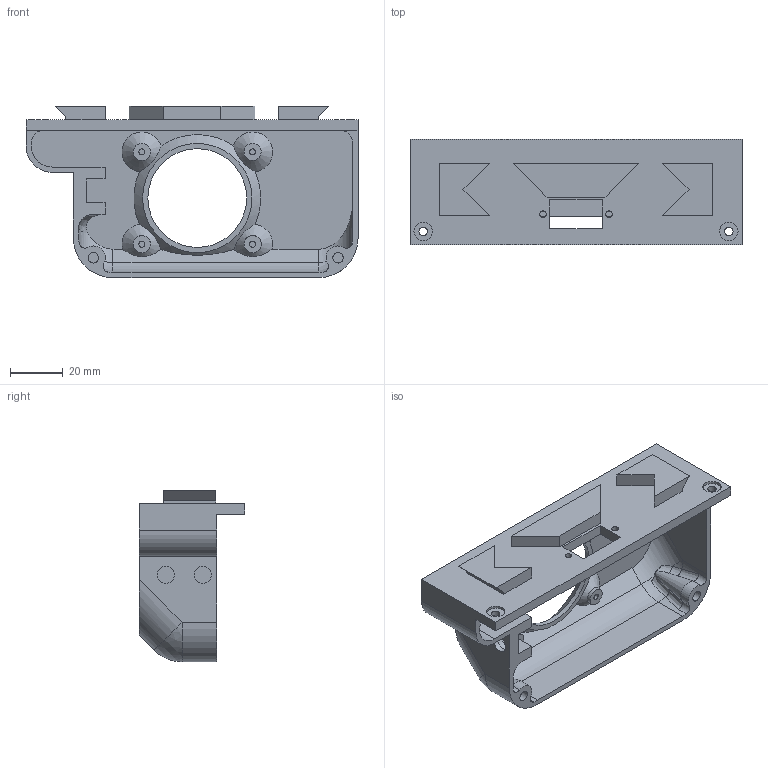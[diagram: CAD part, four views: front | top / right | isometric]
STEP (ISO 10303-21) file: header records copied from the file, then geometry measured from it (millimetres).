
FILE_DESCRIPTION(/* description */ ('STEP AP242','CAx-IF Rec.Pracs.---Representation and Presentation of Product Manufacturing Information (PMI)---4.0---2014-10-13','CAx-IF Rec.Pracs.---3D Tessellated Geometry---0.4---2014-09-14','2;1'),/* implementation_level */ '2;1');
FILE_NAME(/* name */ '6336e101f64b733695f336b7',/* time_stamp */ '2022-09-30T12:28:51+00:00',/* author */ (''),/* organization */ (''),/* preprocessor_version */ 'ST-DEVELOPER v18.102',/* originating_system */ ' ',/* authorisation */ ' ');
FILE_SCHEMA (('AP242_MANAGED_MODEL_BASED_3D_ENGINEERING_MIM_LF { 1 0 10303 442 1 1 4 }'));
Length unit declared in the file: metre
Products named in the file (1): Part 14
Bounding box: 126 x 39.9 x 65.1 mm (x, y, z)
Volume: 50603.5 mm3; surface area: 35862.9 mm2
Topology: 1 solids, 1 shells, 136 faces, 353 edges, 225 vertices
Faces by surface type: plane 68, cylinder 43, bspline 11, cone 8, sphere 6
Full cylindrical faces by diameter (mm): 2.3 x4, 2.522 x2, 3.2 x2, 4 x2, 6.5 x4, 7 x2, 9 x2, 37.5 x1, 41.5 x1
Entity records: 4179 total; most frequent: CARTESIAN_POINT 1025, DIRECTION 632, ORIENTED_EDGE 622, EDGE_CURVE 311, AXIS2_PLACEMENT_3D 236, VERTEX_POINT 215, FACE_BOUND 190, EDGE_LOOP 188
